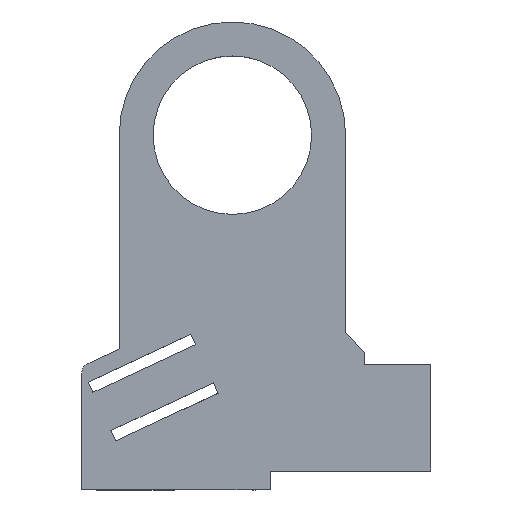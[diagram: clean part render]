
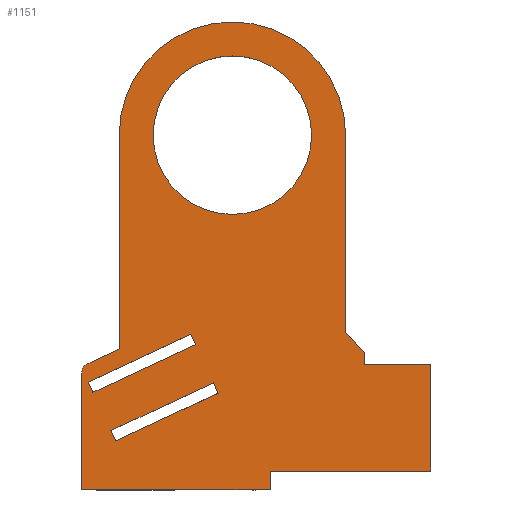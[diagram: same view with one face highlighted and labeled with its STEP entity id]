
A CAD part, top view. The second image highlights one B-rep face of the part: STEP entity #1151.
In plain terms, the highlighted planar face has unit normal (0, 0, 1).
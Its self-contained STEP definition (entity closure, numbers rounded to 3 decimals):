
#34=DIRECTION('',(1.,0.,0.));
#35=VECTOR('',#34,42.517);
#36=CARTESIAN_POINT('',(-30.,0.,-22.5));
#37=LINE('',#36,#35);
#197=CARTESIAN_POINT('',(-40.,89.,-22.5));
#198=DIRECTION('',(0.,0.,1.));
#199=DIRECTION('',(-1.,0.,0.));
#200=AXIS2_PLACEMENT_3D('',#197,#198,#199);
#202=CARTESIAN_POINT('',(-40.,89.,-22.5));
#203=DIRECTION('',(0.,0.,1.));
#204=DIRECTION('',(1.,0.,0.));
#205=AXIS2_PLACEMENT_3D('',#202,#203,#204);
#207=DIRECTION('',(0.906,0.423,0.));
#208=VECTOR('',#207,30.);
#209=CARTESIAN_POINT('',(-78.216,23.557,-22.5));
#210=LINE('',#209,#208);
#211=DIRECTION('',(0.423,-0.906,0.));
#212=VECTOR('',#211,3.);
#213=CARTESIAN_POINT('',(-78.216,23.557,-22.5));
#214=LINE('',#213,#212);
#215=DIRECTION('',(0.906,0.423,0.));
#216=VECTOR('',#215,30.);
#217=CARTESIAN_POINT('',(-76.948,20.838,-22.5));
#218=LINE('',#217,#216);
#219=DIRECTION('',(-0.423,0.906,0.));
#220=VECTOR('',#219,3.);
#221=CARTESIAN_POINT('',(-49.758,33.517,-22.5));
#222=LINE('',#221,#220);
#223=DIRECTION('',(0.423,-0.906,0.));
#224=VECTOR('',#223,3.);
#225=CARTESIAN_POINT('',(-72.214,10.688,-22.5));
#226=LINE('',#225,#224);
#227=DIRECTION('',(0.906,0.423,0.));
#228=VECTOR('',#227,30.);
#229=CARTESIAN_POINT('',(-70.946,7.969,-22.5));
#230=LINE('',#229,#228);
#231=DIRECTION('',(-0.423,0.906,0.));
#232=VECTOR('',#231,3.);
#233=CARTESIAN_POINT('',(-43.757,20.647,-22.5));
#234=LINE('',#233,#232);
#235=DIRECTION('',(0.,-1.,0.));
#236=VECTOR('',#235,5.);
#237=CARTESIAN_POINT('',(-30.,0.,-22.5));
#238=LINE('',#237,#236);
#239=CARTESIAN_POINT('',(-77.,25.779,-22.5));
#240=DIRECTION('',(0.,0.,1.));
#241=DIRECTION('',(-0.423,0.906,0.));
#242=AXIS2_PLACEMENT_3D('',#239,#240,#241);
#244=DIRECTION('',(-0.906,-0.423,0.));
#245=VECTOR('',#244,9.123);
#246=CARTESIAN_POINT('',(-70.,32.353,-22.5));
#247=LINE('',#246,#245);
#248=CARTESIAN_POINT('',(-40.,89.,-22.5));
#249=DIRECTION('',(0.,0.,-1.));
#250=DIRECTION('',(-1.,0.,0.));
#251=AXIS2_PLACEMENT_3D('',#248,#249,#250);
#253=DIRECTION('',(0.,-1.,0.));
#254=VECTOR('',#253,52.314);
#255=CARTESIAN_POINT('',(-10.,89.,-22.5));
#256=LINE('',#255,#254);
#257=DIRECTION('',(0.002,-1.,0.));
#258=VECTOR('',#257,2.996);
#259=CARTESIAN_POINT('',(-5.005,31.296,-22.5));
#260=LINE('',#259,#258);
#261=DIRECTION('',(1.,0.,0.));
#262=VECTOR('',#261,17.517);
#263=CARTESIAN_POINT('',(-5.,28.3,-22.5));
#264=LINE('',#263,#262);
#265=DIRECTION('',(0.,-1.,0.));
#266=VECTOR('',#265,28.3);
#267=CARTESIAN_POINT('',(12.517,28.3,-22.5));
#268=LINE('',#267,#266);
#393=DIRECTION('',(-1.,0.,0.));
#394=VECTOR('',#393,50.);
#395=CARTESIAN_POINT('',(-30.,-5.,-22.5));
#396=LINE('',#395,#394);
#545=DIRECTION('',(-0.68,0.733,0.));
#546=VECTOR('',#545,7.349);
#547=CARTESIAN_POINT('',(-5.005,31.296,-22.5));
#548=LINE('',#547,#546);
#561=DIRECTION('',(0.,-1.,0.));
#562=VECTOR('',#561,56.647);
#563=CARTESIAN_POINT('',(-70.,89.,-22.5));
#564=LINE('',#563,#562);
#593=DIRECTION('',(0.,-1.,0.));
#594=VECTOR('',#593,30.779);
#595=CARTESIAN_POINT('',(-80.,25.779,-22.5));
#596=LINE('',#595,#594);
#605=DIRECTION('',(0.906,0.423,0.));
#606=VECTOR('',#605,30.);
#607=CARTESIAN_POINT('',(-72.214,10.688,-22.5));
#608=LINE('',#607,#606);
#671=CARTESIAN_POINT('',(-61.,89.,-22.5));
#672=CARTESIAN_POINT('',(-19.,89.,-22.5));
#673=VERTEX_POINT('',#671);
#674=VERTEX_POINT('',#672);
#709=CARTESIAN_POINT('',(-78.216,23.557,-22.5));
#710=CARTESIAN_POINT('',(-51.026,36.236,-22.5));
#711=VERTEX_POINT('',#709);
#712=VERTEX_POINT('',#710);
#713=CARTESIAN_POINT('',(-76.948,20.838,-22.5));
#714=CARTESIAN_POINT('',(-49.758,33.517,-22.5));
#715=VERTEX_POINT('',#713);
#716=VERTEX_POINT('',#714);
#717=CARTESIAN_POINT('',(-70.946,7.969,-22.5));
#718=CARTESIAN_POINT('',(-43.757,20.647,-22.5));
#719=VERTEX_POINT('',#717);
#720=VERTEX_POINT('',#718);
#721=CARTESIAN_POINT('',(-45.025,23.366,-22.5));
#722=VERTEX_POINT('',#721);
#727=CARTESIAN_POINT('',(-72.214,10.688,-22.5));
#728=VERTEX_POINT('',#727);
#733=CARTESIAN_POINT('',(-10.,89.,-22.5));
#734=VERTEX_POINT('',#733);
#735=CARTESIAN_POINT('',(-70.,89.,-22.5));
#736=VERTEX_POINT('',#735);
#738=CARTESIAN_POINT('',(-70.,32.353,-22.5));
#740=VERTEX_POINT('',#738);
#741=CARTESIAN_POINT('',(-5.,28.3,-22.5));
#742=CARTESIAN_POINT('',(12.517,28.3,-22.5));
#743=VERTEX_POINT('',#741);
#744=VERTEX_POINT('',#742);
#749=CARTESIAN_POINT('',(-78.268,28.498,-22.5));
#750=VERTEX_POINT('',#749);
#751=CARTESIAN_POINT('',(-80.,25.779,-22.5));
#752=VERTEX_POINT('',#751);
#754=CARTESIAN_POINT('',(-10.,36.686,-22.5));
#756=VERTEX_POINT('',#754);
#757=CARTESIAN_POINT('',(-5.005,31.296,-22.5));
#758=VERTEX_POINT('',#757);
#759=CARTESIAN_POINT('',(12.517,0.,-22.5));
#760=VERTEX_POINT('',#759);
#807=CARTESIAN_POINT('',(-30.,0.,-22.5));
#808=VERTEX_POINT('',#807);
#809=CARTESIAN_POINT('',(-30.,-5.,-22.5));
#810=CARTESIAN_POINT('',(-80.,-5.,-22.5));
#811=VERTEX_POINT('',#809);
#812=VERTEX_POINT('',#810);
#1094=CARTESIAN_POINT('',(-80.,5.,-22.5));
#1095=DIRECTION('',(0.,0.,1.));
#1096=DIRECTION('',(1.,0.,0.));
#1097=AXIS2_PLACEMENT_3D('',#1094,#1095,#1096);
#1098=PLANE('',#1097);
#1099=ORIENTED_EDGE('',*,*,#886,.F.);
#1101=ORIENTED_EDGE('',*,*,#1100,.T.);
#1103=ORIENTED_EDGE('',*,*,#1102,.T.);
#1105=ORIENTED_EDGE('',*,*,#1104,.F.);
#1107=ORIENTED_EDGE('',*,*,#1106,.F.);
#1109=ORIENTED_EDGE('',*,*,#1108,.F.);
#1111=ORIENTED_EDGE('',*,*,#1110,.F.);
#1113=ORIENTED_EDGE('',*,*,#1112,.T.);
#1115=ORIENTED_EDGE('',*,*,#1114,.T.);
#1117=ORIENTED_EDGE('',*,*,#1116,.F.);
#1119=ORIENTED_EDGE('',*,*,#1118,.T.);
#1121=ORIENTED_EDGE('',*,*,#1120,.T.);
#1122=ORIENTED_EDGE('',*,*,#1086,.T.);
#1123=EDGE_LOOP('',(#1099,#1101,#1103,#1105,#1107,#1109,#1111,#1113,#1115,#1117,
#1119,#1121,#1122));
#1124=FACE_OUTER_BOUND('',#1123,.F.);
#1126=ORIENTED_EDGE('',*,*,#1125,.F.);
#1128=ORIENTED_EDGE('',*,*,#1127,.T.);
#1130=ORIENTED_EDGE('',*,*,#1129,.T.);
#1132=ORIENTED_EDGE('',*,*,#1131,.T.);
#1133=EDGE_LOOP('',(#1126,#1128,#1130,#1132));
#1134=FACE_BOUND('',#1133,.F.);
#1136=ORIENTED_EDGE('',*,*,#1135,.F.);
#1138=ORIENTED_EDGE('',*,*,#1137,.T.);
#1140=ORIENTED_EDGE('',*,*,#1139,.T.);
#1142=ORIENTED_EDGE('',*,*,#1141,.T.);
#1143=EDGE_LOOP('',(#1136,#1138,#1140,#1142));
#1144=FACE_BOUND('',#1143,.F.);
#1146=ORIENTED_EDGE('',*,*,#1145,.T.);
#1148=ORIENTED_EDGE('',*,*,#1147,.T.);
#1149=EDGE_LOOP('',(#1146,#1148));
#1150=FACE_BOUND('',#1149,.F.);
#1151=ADVANCED_FACE('',(#1124,#1134,#1144,#1150),#1098,.T.);
#201=CIRCLE('',#200,21.);
#206=CIRCLE('',#205,21.);
#243=CIRCLE('',#242,3.);
#252=CIRCLE('',#251,30.);
#886=EDGE_CURVE('',#808,#760,#37,.T.);
#1086=EDGE_CURVE('',#744,#760,#268,.T.);
#1100=EDGE_CURVE('',#808,#811,#238,.T.);
#1102=EDGE_CURVE('',#811,#812,#396,.T.);
#1104=EDGE_CURVE('',#752,#812,#596,.T.);
#1106=EDGE_CURVE('',#750,#752,#243,.T.);
#1108=EDGE_CURVE('',#740,#750,#247,.T.);
#1110=EDGE_CURVE('',#736,#740,#564,.T.);
#1112=EDGE_CURVE('',#736,#734,#252,.T.);
#1114=EDGE_CURVE('',#734,#756,#256,.T.);
#1116=EDGE_CURVE('',#758,#756,#548,.T.);
#1118=EDGE_CURVE('',#758,#743,#260,.T.);
#1120=EDGE_CURVE('',#743,#744,#264,.T.);
#1125=EDGE_CURVE('',#711,#712,#210,.T.);
#1127=EDGE_CURVE('',#711,#715,#214,.T.);
#1129=EDGE_CURVE('',#715,#716,#218,.T.);
#1131=EDGE_CURVE('',#716,#712,#222,.T.);
#1135=EDGE_CURVE('',#728,#722,#608,.T.);
#1137=EDGE_CURVE('',#728,#719,#226,.T.);
#1139=EDGE_CURVE('',#719,#720,#230,.T.);
#1141=EDGE_CURVE('',#720,#722,#234,.T.);
#1145=EDGE_CURVE('',#673,#674,#201,.T.);
#1147=EDGE_CURVE('',#674,#673,#206,.T.);
